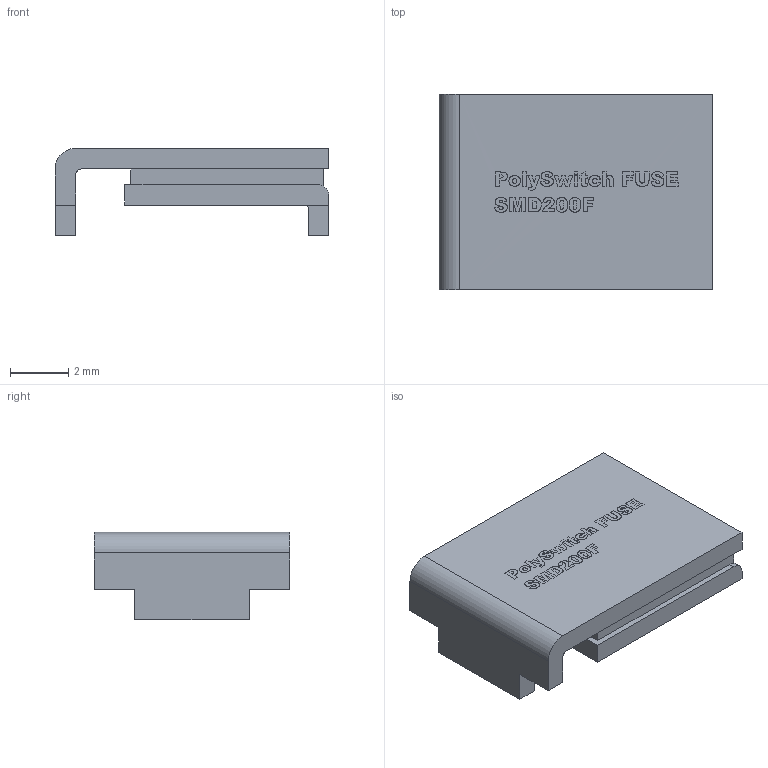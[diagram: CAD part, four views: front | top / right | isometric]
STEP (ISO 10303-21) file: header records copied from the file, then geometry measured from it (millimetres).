
FILE_DESCRIPTION (( 'STEP AP214' ), '1' );
FILE_NAME ('ED71108E-60D9-4F8E-BF7C-7869FBFEA853.STEP', '2024-04-25T07:32:36', ( '' ), ( '' ), 'SwSTEP 2.0', 'SolidWorks 2022', '' );
FILE_SCHEMA (( 'AUTOMOTIVE_DESIGN' ));
Length unit declared in the file: millimetre
Products named in the file (1): ED71108E-60D9-4F8E-BF7C-7869FBFEA853
Bounding box: 9.4 x 6.71 x 3 mm (x, y, z)
Surface area: 226.9 mm2 (no closed solid volume)
Topology: 0 solids, 1 shells, 202 faces, 490 edges, 316 vertices
Faces by surface type: plane 164, bspline 34, cylinder 4
Entity records: 10594 total; most frequent: CARTESIAN_POINT 3852, ORIENTED_EDGE 976, DIRECTION 768, EDGE_CURVE 490, VECTOR 410, LINE 410, VERTEX_POINT 316, EDGE_LOOP 230
